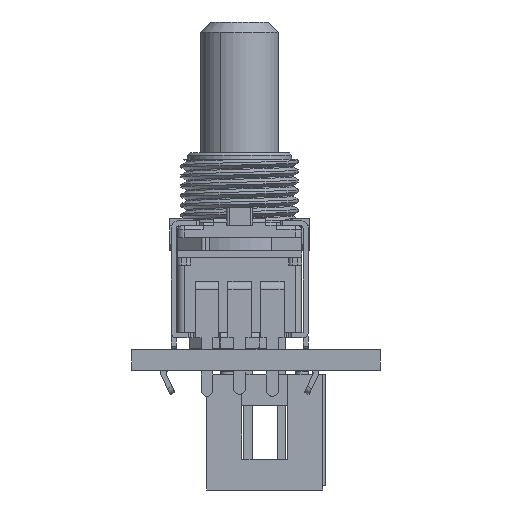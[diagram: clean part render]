
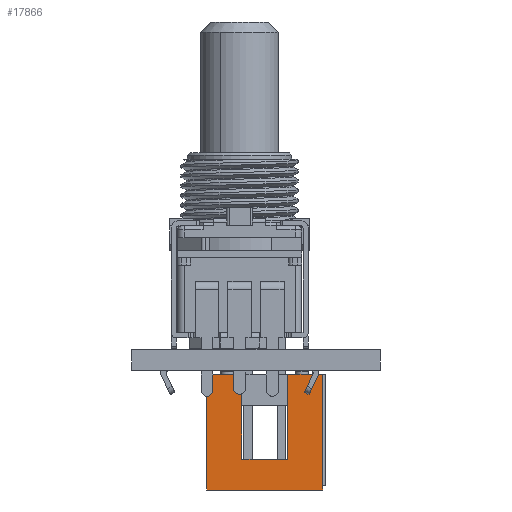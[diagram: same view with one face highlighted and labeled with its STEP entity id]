
A CAD part, left-side view. The second image highlights one B-rep face of the part: STEP entity #17866.
In plain terms, the highlighted face is planar.
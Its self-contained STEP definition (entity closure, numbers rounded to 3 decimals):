
#17798 = EDGE_CURVE('',#17799,#17801,#17803,.T.);
#17799 = VERTEX_POINT('',#17800);
#17800 = CARTESIAN_POINT('',(-3.155,5.1,0.25));
#17801 = VERTEX_POINT('',#17802);
#17802 = CARTESIAN_POINT('',(-3.155,5.1,9.1));
#17803 = LINE('',#17804,#17805);
#17804 = CARTESIAN_POINT('',(-3.155,5.1,0.25));
#17805 = VECTOR('',#17806,1.);
#17806 = DIRECTION('',(0.,0.,1.));
#17866 = ADVANCED_FACE('',(#17867),#17924,.T.);
#17867 = FACE_BOUND('',#17868,.T.);
#17868 = EDGE_LOOP('',(#17869,#17879,#17887,#17895,#17903,#17911,#17917,
    #17918));
#17869 = ORIENTED_EDGE('',*,*,#17870,.F.);
#17870 = EDGE_CURVE('',#17871,#17873,#17875,.T.);
#17871 = VERTEX_POINT('',#17872);
#17872 = CARTESIAN_POINT('',(5.695,5.1,0.25));
#17873 = VERTEX_POINT('',#17874);
#17874 = CARTESIAN_POINT('',(5.695,5.1,9.1));
#17875 = LINE('',#17876,#17877);
#17876 = CARTESIAN_POINT('',(5.695,5.1,0.25));
#17877 = VECTOR('',#17878,1.);
#17878 = DIRECTION('',(0.,0.,1.));
#17879 = ORIENTED_EDGE('',*,*,#17880,.T.);
#17880 = EDGE_CURVE('',#17871,#17881,#17883,.T.);
#17881 = VERTEX_POINT('',#17882);
#17882 = CARTESIAN_POINT('',(3.02,5.1,0.25));
#17883 = LINE('',#17884,#17885);
#17884 = CARTESIAN_POINT('',(5.695,5.1,0.25));
#17885 = VECTOR('',#17886,1.);
#17886 = DIRECTION('',(-1.,0.,0.));
#17887 = ORIENTED_EDGE('',*,*,#17888,.T.);
#17888 = EDGE_CURVE('',#17881,#17889,#17891,.T.);
#17889 = VERTEX_POINT('',#17890);
#17890 = CARTESIAN_POINT('',(3.02,5.1,6.75));
#17891 = LINE('',#17892,#17893);
#17892 = CARTESIAN_POINT('',(3.02,5.1,2.463));
#17893 = VECTOR('',#17894,1.);
#17894 = DIRECTION('',(0.,0.,1.));
#17895 = ORIENTED_EDGE('',*,*,#17896,.F.);
#17896 = EDGE_CURVE('',#17897,#17889,#17899,.T.);
#17897 = VERTEX_POINT('',#17898);
#17898 = CARTESIAN_POINT('',(-0.48,5.1,6.75));
#17899 = LINE('',#17900,#17901);
#17900 = CARTESIAN_POINT('',(1.27,5.1,6.75));
#17901 = VECTOR('',#17902,1.);
#17902 = DIRECTION('',(1.,0.,0.));
#17903 = ORIENTED_EDGE('',*,*,#17904,.T.);
#17904 = EDGE_CURVE('',#17897,#17905,#17907,.T.);
#17905 = VERTEX_POINT('',#17906);
#17906 = CARTESIAN_POINT('',(-0.48,5.1,0.25));
#17907 = LINE('',#17908,#17909);
#17908 = CARTESIAN_POINT('',(-0.48,5.1,2.463));
#17909 = VECTOR('',#17910,1.);
#17910 = DIRECTION('',(0.,0.,-1.));
#17911 = ORIENTED_EDGE('',*,*,#17912,.T.);
#17912 = EDGE_CURVE('',#17905,#17799,#17913,.T.);
#17913 = LINE('',#17914,#17915);
#17914 = CARTESIAN_POINT('',(5.695,5.1,0.25));
#17915 = VECTOR('',#17916,1.);
#17916 = DIRECTION('',(-1.,0.,0.));
#17917 = ORIENTED_EDGE('',*,*,#17798,.T.);
#17918 = ORIENTED_EDGE('',*,*,#17919,.F.);
#17919 = EDGE_CURVE('',#17873,#17801,#17920,.T.);
#17920 = LINE('',#17921,#17922);
#17921 = CARTESIAN_POINT('',(5.695,5.1,9.1));
#17922 = VECTOR('',#17923,1.);
#17923 = DIRECTION('',(-1.,0.,0.));
#17924 = PLANE('',#17925);
#17925 = AXIS2_PLACEMENT_3D('',#17926,#17927,#17928);
#17926 = CARTESIAN_POINT('',(1.27,5.1,4.675));
#17927 = DIRECTION('',(0.,1.,0.));
#17928 = DIRECTION('',(0.,0.,1.));
